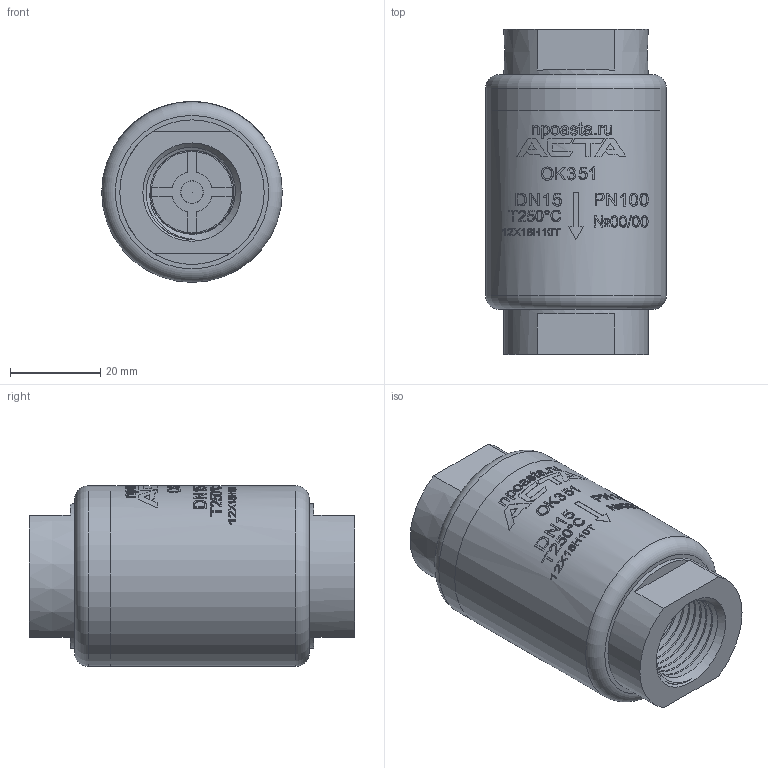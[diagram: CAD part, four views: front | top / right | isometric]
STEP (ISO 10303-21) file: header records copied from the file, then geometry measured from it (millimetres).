
FILE_DESCRIPTION(('STEP AP203'), '1');
FILE_NAME('ÎÊ351-ì 015', '', ('UNSPECIFIED'), ('UNSPECIFIED'), 'C3D Converter', 'C3D Toolkit', '');
FILE_SCHEMA(('CONFIG_CONTROL_DESIGN'));
Length unit declared in the file: millimetre
Products named in the file (6): АСТА ОК 351.015.000.01; АСТА ОК 351.015.000.02; АСТА ОК 351.015.000.04; АСТА ОК 351.015.000.03-01
Assembly tree (5 placements, depth 2):
  (unnamed)
    АСТА ОК 351.015.000.01
    АСТА ОК 351.015.000.02
    АСТА ОК 351.015.000.04
    (unnamed)
    АСТА ОК 351.015.000.03-01
Bounding box: 40 x 72 x 40.05 mm (x, y, z)
Volume: 57760.8 mm3; surface area: 22961 mm2
Topology: 5 solids, 5 shells, 1707 faces, 4843 edges, 3225 vertices
Faces by surface type: plane 1294, extrusion 282, cylinder 105, cone 19, torus 4, bspline 3
Full cylindrical faces by diameter (mm): 5.1 x1, 15 x1, 17.99 x1, 18.571 x1, 18.581 x1, 20.99 x1, 27.8 x1, 27.99 x1, 28 x1, 28.15 x1, 30 x1, 31.99 x1, 39.99 x1, 40 x1
Entity records: 83415 total; most frequent: CARTESIAN_POINT 32824, ORIENTED_EDGE 9578, DIRECTION 5568, EDGE_CURVE 4789, VERTEX_POINT 3211, VECTOR 2098, EDGE_LOOP 1834, LINE 1816
